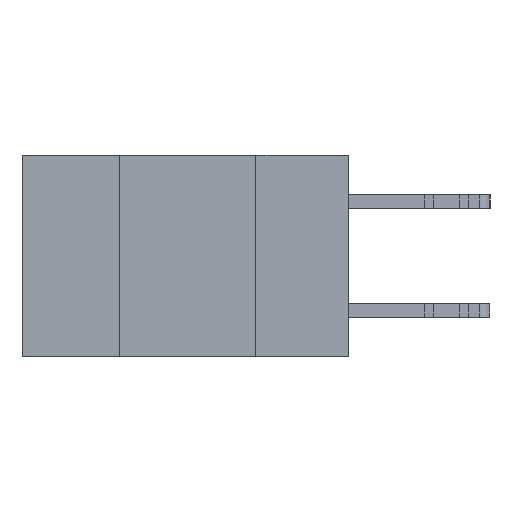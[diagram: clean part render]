
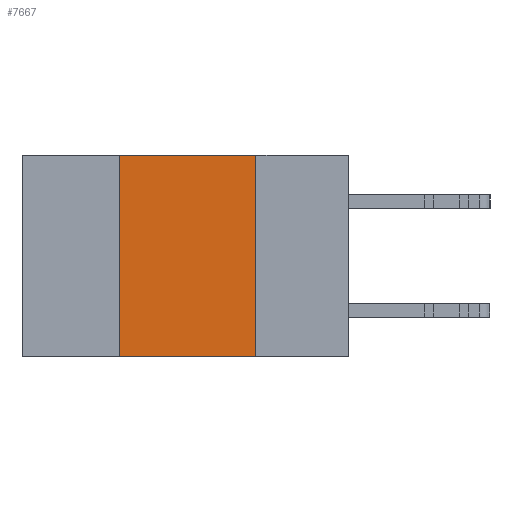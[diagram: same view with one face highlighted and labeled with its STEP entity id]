
A CAD part, left-side view. The second image highlights one B-rep face of the part: STEP entity #7667.
In plain terms, the highlighted planar face has unit normal (-1, 0, 0).
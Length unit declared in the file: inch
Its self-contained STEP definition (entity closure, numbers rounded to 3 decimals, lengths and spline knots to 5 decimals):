
#2306 = CARTESIAN_POINT ( 'NONE',  ( 0., 0.6, 0. ) ) ;
#4976 = DIRECTION ( 'NONE',  ( 0., 0., -1. ) ) ;
#6057 = CARTESIAN_POINT ( 'NONE',  ( 0., 0.17, 0. ) ) ;
#6982 = CARTESIAN_POINT ( 'NONE',  ( 0., 0.42, 0. ) ) ;
#7667 = ADVANCED_FACE ( 'NONE', ( #18769 ), #18064, .F. ) ;
#9046 = VERTEX_POINT ( 'NONE', #28787 ) ;
#10445 = EDGE_LOOP ( 'NONE', ( #20340, #11358, #27281, #15890 ) ) ;
#10655 = VECTOR ( 'NONE', #11516, 39.37008 ) ;
#11331 = DIRECTION ( 'NONE',  ( 0., 0., -1. ) ) ;
#11358 = ORIENTED_EDGE ( 'NONE', *, *, #31457, .F. ) ;
#11516 = DIRECTION ( 'NONE',  ( 0., -1., 0. ) ) ;
#15890 = ORIENTED_EDGE ( 'NONE', *, *, #23658, .T. ) ;
#17291 = VECTOR ( 'NONE', #11331, 39.37008 ) ;
#18064 = PLANE ( 'NONE',  #31319 ) ;
#18769 = FACE_OUTER_BOUND ( 'NONE', #10445, .T. ) ;
#20340 = ORIENTED_EDGE ( 'NONE', *, *, #20828, .F. ) ;
#20678 = DIRECTION ( 'NONE',  ( 1., 0., 0. ) ) ;
#20738 = VECTOR ( 'NONE', #25072, 39.37008 ) ;
#20828 = EDGE_CURVE ( 'NONE', #9046, #29473, #31093, .T. ) ;
#21541 = LINE ( 'NONE', #27686, #20738 ) ;
#23637 = LINE ( 'NONE', #6982, #30537 ) ;
#23658 = EDGE_CURVE ( 'NONE', #26323, #29473, #21541, .T. ) ;
#24520 = LINE ( 'NONE', #29591, #10655 ) ;
#25072 = DIRECTION ( 'NONE',  ( 0., -1., 0. ) ) ;
#26323 = VERTEX_POINT ( 'NONE', #32261 ) ;
#26997 = VERTEX_POINT ( 'NONE', #30426 ) ;
#27281 = ORIENTED_EDGE ( 'NONE', *, *, #32350, .F. ) ;
#27473 = CARTESIAN_POINT ( 'NONE',  ( 0., 0.17, -0.37 ) ) ;
#27686 = CARTESIAN_POINT ( 'NONE',  ( 0., 0.6, -0.37 ) ) ;
#28787 = CARTESIAN_POINT ( 'NONE',  ( 0., 0.17, 0. ) ) ;
#29473 = VERTEX_POINT ( 'NONE', #27473 ) ;
#29591 = CARTESIAN_POINT ( 'NONE',  ( 0., 0.6, 0. ) ) ;
#30426 = CARTESIAN_POINT ( 'NONE',  ( 0., 0.42, 0. ) ) ;
#30537 = VECTOR ( 'NONE', #32950, 39.37008 ) ;
#31093 = LINE ( 'NONE', #6057, #17291 ) ;
#31319 = AXIS2_PLACEMENT_3D ( 'NONE', #2306, #20678, #4976 ) ;
#31457 = EDGE_CURVE ( 'NONE', #26997, #9046, #24520, .T. ) ;
#32261 = CARTESIAN_POINT ( 'NONE',  ( 0., 0.42, -0.37 ) ) ;
#32350 = EDGE_CURVE ( 'NONE', #26323, #26997, #23637, .T. ) ;
#32950 = DIRECTION ( 'NONE',  ( 0., 0., 1. ) ) ;
